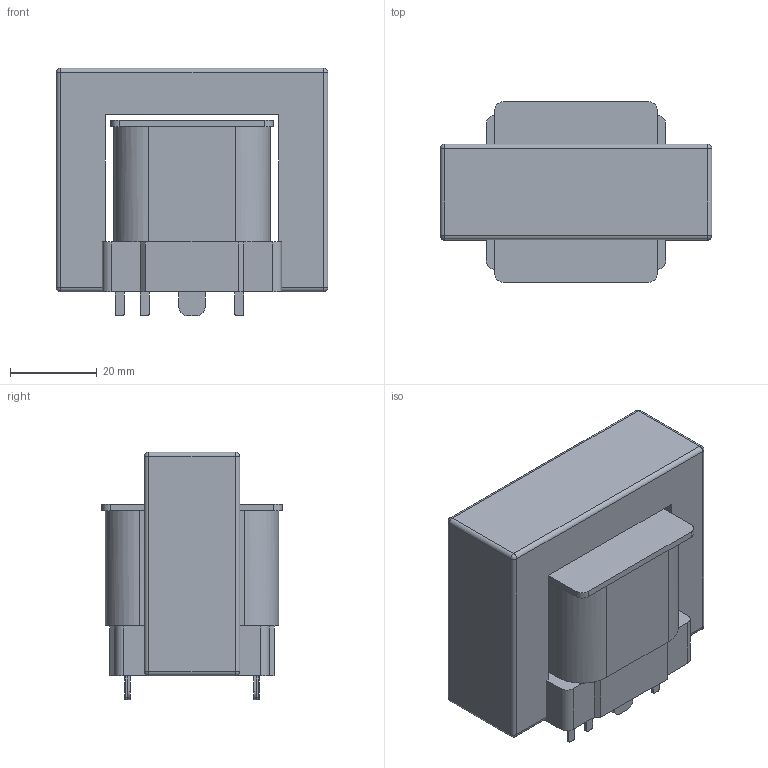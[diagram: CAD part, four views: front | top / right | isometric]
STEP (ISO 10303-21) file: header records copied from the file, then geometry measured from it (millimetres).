
FILE_DESCRIPTION(('FreeCAD Model'),'2;1');
FILE_NAME('Open CASCADE Shape Model','2022-12-14T22:14:33',('Author'),( ''),'Open CASCADE STEP processor 7.5','FreeCAD','Unknown');
FILE_SCHEMA(('AUTOMOTIVE_DESIGN { 1 0 10303 214 1 1 1 1 }'));
Length unit declared in the file: millimetre
Products named in the file (3): Output_transformer; Body; Body001
Assembly tree (2 placements, depth 2):
  Output_transformer
    Body
    Body001
Bounding box: 62.5 x 41.5 x 57 mm (x, y, z)
Volume: 100822.1 mm3; surface area: 21331.9 mm2
Topology: 2 solids, 2 shells, 118 faces, 298 edges, 184 vertices
Faces by surface type: plane 72, cylinder 38, sphere 8
Entity records: 7305 total; most frequent: CARTESIAN_POINT 1421, DIRECTION 1091, LINE 662, VECTOR 662, ORIENTED_EDGE 580, PCURVE 580, DEFINITIONAL_REPRESENTATION 580, EDGE_CURVE 290
